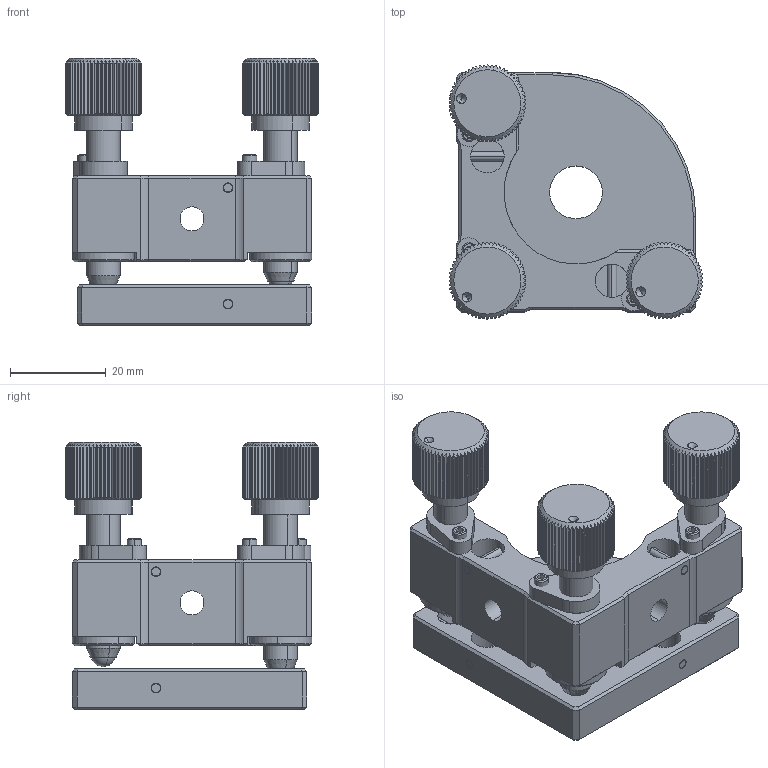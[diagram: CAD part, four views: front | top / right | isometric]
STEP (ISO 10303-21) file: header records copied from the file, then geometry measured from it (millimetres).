
FILE_DESCRIPTION (( 'STEP AP203' ), '1' );
FILE_NAME ('OMHS12.7-S.STEP', '2018-12-07T09:24:42', ( '' ), ( '' ), 'SwSTEP 2.0', 'SolidWorks 2016', '' );
FILE_SCHEMA (( 'CONFIG_CONTROL_DESIGN' ));
Length unit declared in the file: millimetre
Products named in the file (1): OMHS12.7-S
Bounding box: 53 x 53 x 55.8 mm (x, y, z)
Surface area: 21096.4 mm2 (no closed solid volume)
Topology: 0 solids, 29 shells, 1028 faces, 2864 edges, 1860 vertices
Faces by surface type: plane 507, cylinder 283, cone 234, torus 4
Entity records: 33800 total; most frequent: CARTESIAN_POINT 8533, ORIENTED_EDGE 5274, DIRECTION 4981, EDGE_CURVE 2850, AXIS2_PLACEMENT_3D 1876, VERTEX_POINT 1856, LINE 1229, VECTOR 1229
